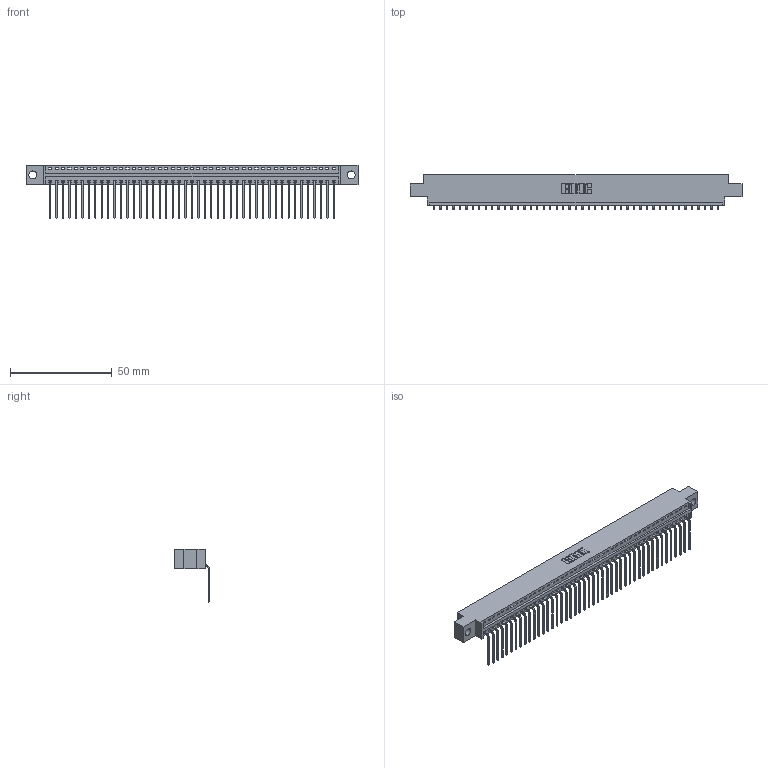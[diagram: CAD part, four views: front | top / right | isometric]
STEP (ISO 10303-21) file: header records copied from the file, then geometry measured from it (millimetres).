
FILE_DESCRIPTION (( 'STEP AP203' ), '1' );
FILE_NAME ('346-045-559-604.STEP', '2022-05-09T19:17:33', ( '' ), ( '' ), 'SwSTEP 2.0', 'SolidWorks 2020', '' );
FILE_SCHEMA (( 'CONFIG_CONTROL_DESIGN' ));
Length unit declared in the file: inch
Products named in the file (3): 345-292-001_558 559 Tail - 1; 346 Part_0.170 Offset - 0.156 Dia-TH; 346-045-559-604
Assembly tree (46 placements, depth 2):
  346-045-559-604
    346 Part_0.170 Offset - 0.156 Dia-TH
    345-292-001_558 559 Tail - 1  x45
Bounding box: 163.45 x 17.08 x 26.16 mm (x, y, z)
Volume: 15555.7 mm3; surface area: 20367.1 mm2
Topology: 46 solids, 46 shells, 2840 faces, 8567 edges, 5650 vertices
Faces by surface type: plane 1984, cylinder 856
Entity records: 28159 total; most frequent: CARTESIAN_POINT 4837, ORIENTED_EDGE 4814, DIRECTION 4261, EDGE_CURVE 2407, VECTOR 2095, LINE 2095, VERTEX_POINT 1602, AXIS2_PLACEMENT_3D 1083
